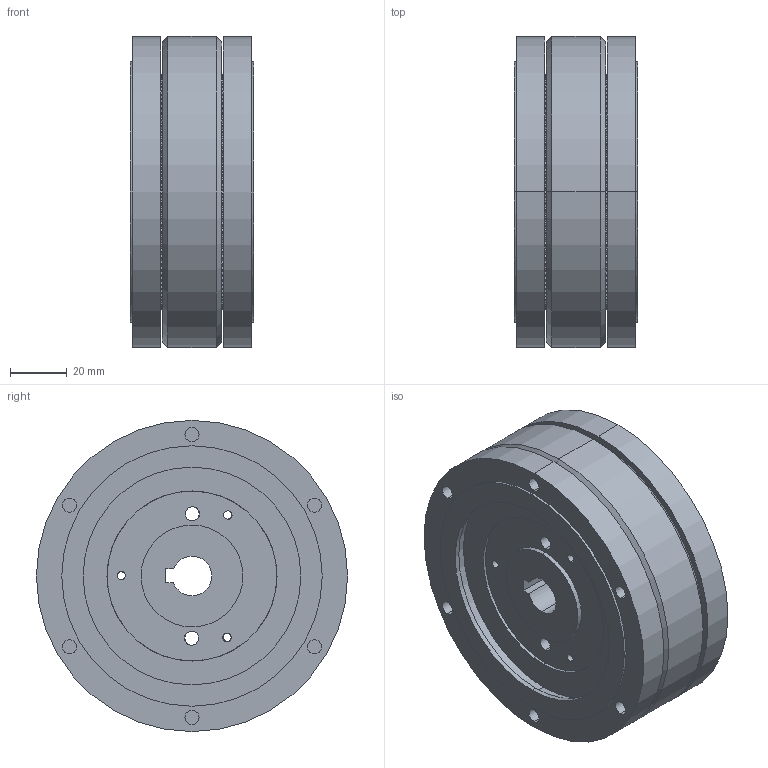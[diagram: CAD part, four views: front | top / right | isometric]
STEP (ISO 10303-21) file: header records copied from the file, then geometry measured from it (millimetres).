
FILE_DESCRIPTION (( 'STEP AP214' ), '1' );
FILE_NAME ('HDB-032-001-M1.STEP', '2018-04-30T17:35:05', ( '' ), ( '' ), 'SwSTEP 2.0', 'SolidWorks 2018', '' );
FILE_SCHEMA (( 'AUTOMOTIVE_DESIGN' ));
Length unit declared in the file: millimetre
Products named in the file (7): HDB-032-006-M1; HDB-032-004-M1; HDB-032-005-M1; HDB-032-003-M1; HDB-032-002-M1; HDB-032-007-M1; HDB-032-001-M1
Assembly tree (9 placements, depth 2):
  HDB-032-001-M1
    HDB-032-002-M1  x2
    HDB-032-003-M1
    HDB-032-004-M1  x2
    HDB-032-005-M1  x2
    HDB-032-006-M1
    HDB-032-007-M1
Bounding box: 43.82 x 110 x 110 mm (x, y, z)
Volume: 298116 mm3; surface area: 122873.6 mm2
Topology: 9 solids, 9 shells, 3374 faces, 9042 edges, 5696 vertices
Faces by surface type: plane 1552, cylinder 998, torus 800, cone 24
Entity records: 63084 total; most frequent: CARTESIAN_POINT 14246, ORIENTED_EDGE 10464, DIRECTION 9778, EDGE_CURVE 5232, VERTEX_POINT 3318, AXIS2_PLACEMENT_3D 3314, VECTOR 3150, LINE 3150
